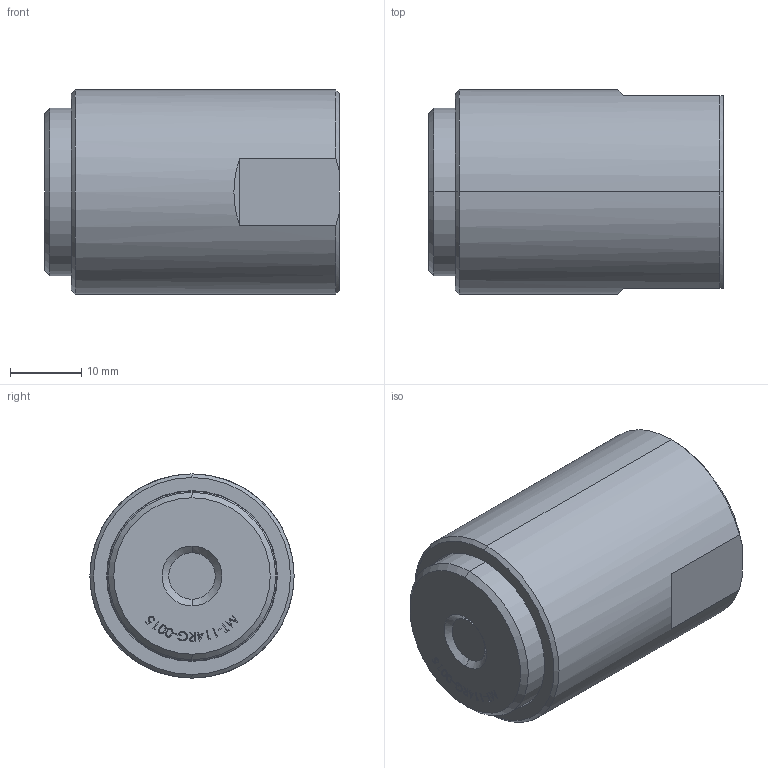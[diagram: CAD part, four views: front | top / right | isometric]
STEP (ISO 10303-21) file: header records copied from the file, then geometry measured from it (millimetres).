
FILE_DESCRIPTION (( 'STEP AP203' ), '1' );
FILE_NAME ('MT-114RG-0015.step', '2019-10-25T17:01:58', ( '' ), ( '' ), 'SwSTEP 2.0', 'SolidWorks 2020', '' );
FILE_SCHEMA (( 'CONFIG_CONTROL_DESIGN' ));
Length unit declared in the file: inch
Products named in the file (1): MT-114RG-0015
Bounding box: 41.27 x 28.58 x 28.58 mm (x, y, z)
Volume: 18297.6 mm3; surface area: 11433 mm2
Topology: 9 solids, 9 shells, 245 faces, 621 edges, 407 vertices
Faces by surface type: plane 116, bspline 43, cylinder 41, cone 29, sphere 10, torus 6
Entity records: 11882 total; most frequent: CARTESIAN_POINT 6388, ORIENTED_EDGE 1192, DIRECTION 964, EDGE_CURVE 596, VERTEX_POINT 392, LINE 358, VECTOR 358, AXIS2_PLACEMENT_3D 303
